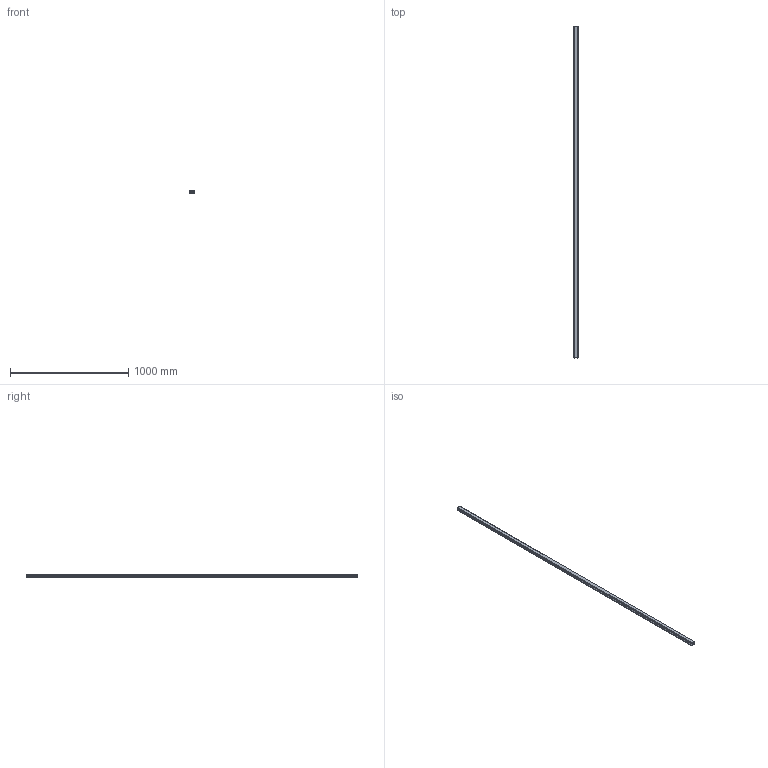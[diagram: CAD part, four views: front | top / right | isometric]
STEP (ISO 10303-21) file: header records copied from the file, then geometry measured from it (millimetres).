
FILE_DESCRIPTION(('STEP AP214'),'1');
FILE_NAME('cctmp_4F60EA0D-6AC1-4E07-9A2A-6AB2547C38AA_2021_01_28_11_35_17_0888..stp','2021-01-28T10:35:18',('HIWIN GmbH'),('CADClick - www.CADClick.com'),'Spatial InterOp 3D',' ','unknown authorization');
FILE_SCHEMA(('AUTOMOTIVE_DESIGN'));
Length unit declared in the file: millimetre
Products named in the file (1): HGR35T2810C_FILE
Bounding box: 34 x 2810 x 29 mm (x, y, z)
Volume: 2370232.2 mm3; surface area: 380683.3 mm2
Topology: 1 solids, 1 shells, 255 faces, 677 edges, 393 vertices
Faces by surface type: plane 93, cylinder 92, cone 70
Entity records: 9409 total; most frequent: DIRECTION 1303, CARTESIAN_POINT 1256, ORIENTED_EDGE 1214, EDGE_CURVE 607, AXIS2_PLACEMENT_3D 440, LINE 423, VECTOR 423, VERTEX_POINT 393
